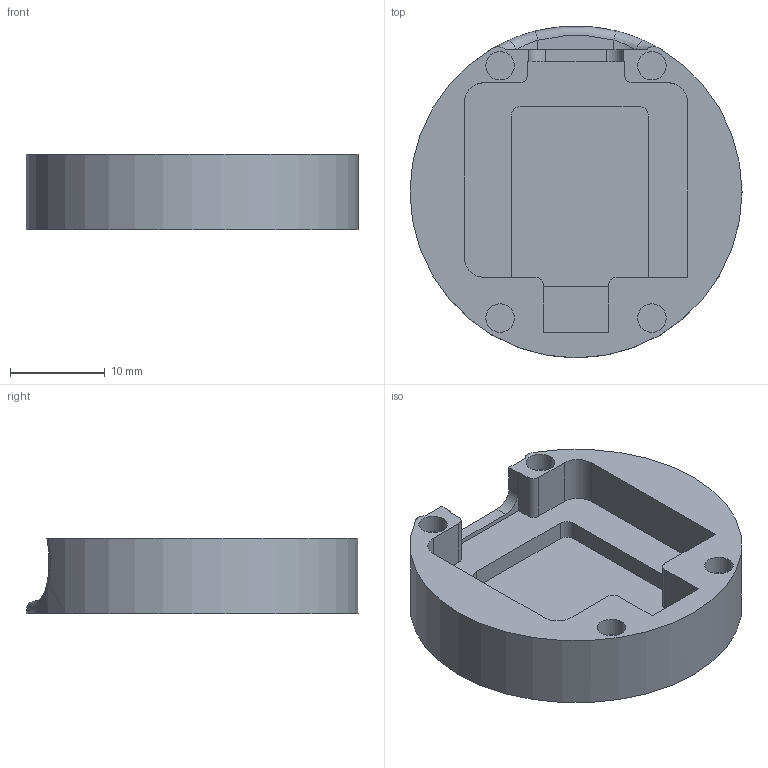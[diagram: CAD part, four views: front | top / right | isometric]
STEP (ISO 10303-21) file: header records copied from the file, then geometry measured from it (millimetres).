
FILE_DESCRIPTION(/* description */ (''),/* implementation_level */ '2;1');
FILE_NAME(/* name */ '202.stp',/* time_stamp */ '2021-07-18T21:25:23+08:00',/* author */ (''),/* organization */ (''),/* preprocessor_version */ 'ST-DEVELOPER v15',/* originating_system */ 'SIEMENS PLM Software NX 8.5',/* authorisation */ '');
FILE_SCHEMA (('CONFIG_CONTROL_DESIGN'));
Length unit declared in the file: millimetre
Products named in the file (1): 101
Bounding box: 35 x 35 x 8 mm (x, y, z)
Volume: 4124 mm3; surface area: 3433.8 mm2
Topology: 1 solids, 1 shells, 57 faces, 143 edges, 92 vertices
Faces by surface type: plane 32, cylinder 20, bspline 5
Full cylindrical faces by diameter (mm): 3 x4, 35 x1
Entity records: 1848 total; most frequent: CARTESIAN_POINT 417, DIRECTION 281, ORIENTED_EDGE 274, EDGE_CURVE 137, AXIS2_PLACEMENT_3D 99, VERTEX_POINT 91, LINE 83, VECTOR 83
